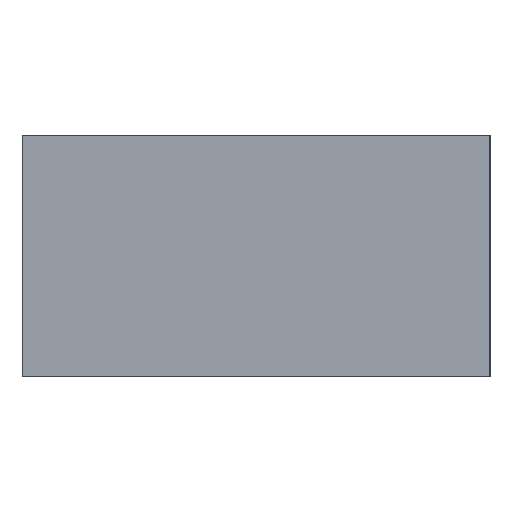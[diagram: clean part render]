
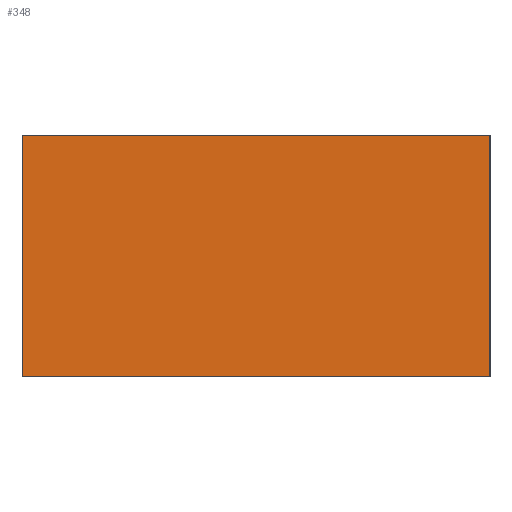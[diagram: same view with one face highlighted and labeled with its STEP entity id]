
A CAD part, left-side view. The second image highlights one B-rep face of the part: STEP entity #348.
In plain terms, the highlighted planar face has unit normal (-1, 0, 0).
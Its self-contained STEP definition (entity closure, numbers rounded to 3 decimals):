
#348=ADVANCED_FACE('',(#543),#453,.T.);
#453=PLANE('',#2793);
#543=FACE_OUTER_BOUND('',#704,.T.);
#704=EDGE_LOOP('',(#1489,#1490,#1491,#1492));
#879=LINE('',#4244,#1063);
#881=LINE('',#4248,#1065);
#883=LINE('',#4252,#1067);
#884=LINE('',#4254,#1068);
#1063=VECTOR('',#3338,1.);
#1065=VECTOR('',#3342,1.);
#1067=VECTOR('',#3346,1.);
#1068=VECTOR('',#3347,1.);
#1489=ORIENTED_EDGE('',*,*,#2271,.T.);
#1490=ORIENTED_EDGE('',*,*,#2269,.T.);
#1491=ORIENTED_EDGE('',*,*,#2273,.F.);
#1492=ORIENTED_EDGE('',*,*,#2274,.T.);
#1986=VERTEX_POINT('',#4239);
#1988=VERTEX_POINT('',#4243);
#1990=VERTEX_POINT('',#4249);
#1991=VERTEX_POINT('',#4253);
#2269=EDGE_CURVE('',#1986,#1988,#879,.T.);
#2271=EDGE_CURVE('',#1990,#1986,#881,.T.);
#2273=EDGE_CURVE('',#1991,#1988,#883,.T.);
#2274=EDGE_CURVE('',#1991,#1990,#884,.T.);
#2793=AXIS2_PLACEMENT_3D('',#4255,#3348,#3349);
#3338=DIRECTION('',(0.,1.,0.));
#3342=DIRECTION('',(0.,0.,1.));
#3346=DIRECTION('',(0.,0.,1.));
#3347=DIRECTION('',(0.,-1.,0.));
#3348=DIRECTION('',(-1.,0.,0.));
#3349=DIRECTION('',(0.,0.,1.));
#4239=CARTESIAN_POINT('',(-14.,0.,56.));
#4243=CARTESIAN_POINT('',(-14.,60.,56.));
#4244=CARTESIAN_POINT('',(-14.,30.,56.));
#4248=CARTESIAN_POINT('',(-14.,0.,25.1));
#4249=CARTESIAN_POINT('',(-14.,0.,25.1));
#4252=CARTESIAN_POINT('',(-14.,60.,25.1));
#4253=CARTESIAN_POINT('',(-14.,60.,25.1));
#4254=CARTESIAN_POINT('',(-14.,30.,25.1));
#4255=CARTESIAN_POINT('',(-14.,30.,25.1));
